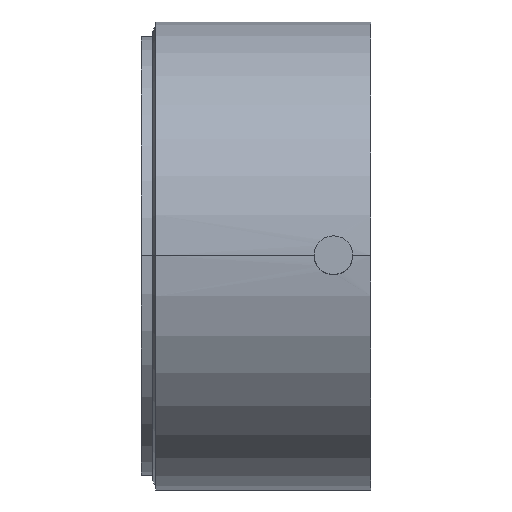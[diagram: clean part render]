
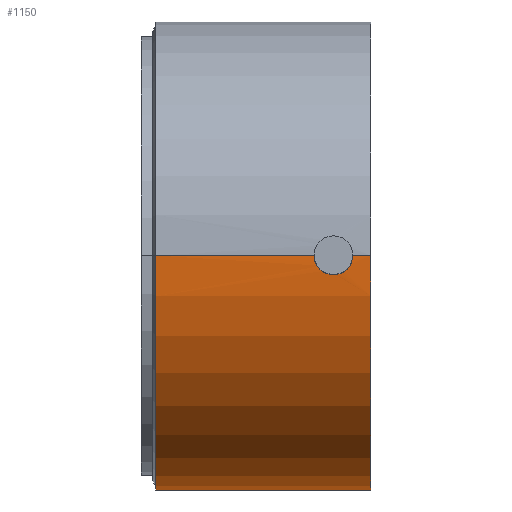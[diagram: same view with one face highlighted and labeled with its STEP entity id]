
A CAD part, top view. The second image highlights one B-rep face of the part: STEP entity #1150.
In plain terms, the highlighted cylindrical face has radius 36.449 mm (diameter 72.898 mm), a partial arc.
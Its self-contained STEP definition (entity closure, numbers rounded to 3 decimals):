
#830=CARTESIAN_POINT('POINT290',(32.385,0.,
   36.449));
#831=VERTEX_POINT('VERTEX290',#830);
#839=CARTESIAN_POINT('POINT291',(27.559,0.,
   36.449));
#840=VERTEX_POINT('VERTEX291',#839);
#847=CARTESIAN_POINT('POINT292',(29.972,-2.413,
   36.369));
#848=VERTEX_POINT('VERTEX292',#847);
#849=B_SPLINE_CURVE_WITH_KNOTS('SPLINE_CRV22',3,(#850,#851,#852,#853,
   #854,#855,#856,#857,#858,#859),.UNSPECIFIED.,.F.,.F.,(4,2,2,2,4),(
   0.,0.036,0.072,
   0.107,0.143),.UNSPECIFIED.);
#850=CARTESIAN_POINT('',(29.972,-2.413,36.369))
   ;
#851=CARTESIAN_POINT('',(29.669,-2.413,
   36.369));
#852=CARTESIAN_POINT('',(29.346,-2.352,
   36.373));
#853=CARTESIAN_POINT('',(28.751,-2.106,
   36.388));
#854=CARTESIAN_POINT('',(28.48,-1.92,
   36.399));
#855=CARTESIAN_POINT('',(28.052,-1.492,
   36.419));
#856=CARTESIAN_POINT('',(27.866,-1.221,
   36.43));
#857=CARTESIAN_POINT('',(27.62,-0.626,
   36.445));
#858=CARTESIAN_POINT('',(27.559,-0.303,36.449)
   );
#859=CARTESIAN_POINT('',(27.559,0.,36.449)
   );
#860=EDGE_CURVE('EDGE463',#848,#840,#849,.T.);
#862=B_SPLINE_CURVE_WITH_KNOTS('SPLINE_CRV23',3,(#863,#864,#865,#866,
   #867,#868,#869,#870,#871,#872),.UNSPECIFIED.,.F.,.F.,(4,2,2,2,4),(
   0.43,0.465,0.501,
   0.537,0.573),.UNSPECIFIED.);
#863=CARTESIAN_POINT('',(32.385,0.,36.449))
   ;
#864=CARTESIAN_POINT('',(32.385,-0.303,36.449)
   );
#865=CARTESIAN_POINT('',(32.324,-0.626,
   36.445));
#866=CARTESIAN_POINT('',(32.078,-1.221,
   36.43));
#867=CARTESIAN_POINT('',(31.892,-1.492,
   36.419));
#868=CARTESIAN_POINT('',(31.464,-1.92,
   36.399));
#869=CARTESIAN_POINT('',(31.193,-2.106,
   36.388));
#870=CARTESIAN_POINT('',(30.598,-2.352,
   36.373));
#871=CARTESIAN_POINT('',(30.275,-2.413,
   36.369));
#872=CARTESIAN_POINT('',(29.972,-2.413,36.369))
   ;
#873=EDGE_CURVE('EDGE464',#831,#848,#862,.T.);
#930=CARTESIAN_POINT('POINT293',(35.814,0.,
   36.449));
#931=VERTEX_POINT('VERTEX293',#930);
#932=CARTESIAN_POINT('POINT294',(35.814,0.,
   -36.449));
#933=VERTEX_POINT('VERTEX294',#932);
#934=CARTESIAN_POINT('POS452',(35.814,0.,0.));
#935=DIRECTION('DIR720',(-1.,0.,0.));
#936=DIRECTION('DIR721',(0.,0.,1.));
#937=AXIS2_PLACEMENT_3D('AXIS269',#934,#935,#936);
#938=CIRCLE('ELLIPSE127',#937,36.449);
#941=EDGE_CURVE('EDGE467',#933,#931,#938,.T.);
#1111=CARTESIAN_POINT('POS470',(9.563,0.,
   36.449));
#1112=DIRECTION('DIR748',(-1.,0.,0.));
#1113=VECTOR('VEC192',#1112,1.);
#1114=LINE('STRAIGHT192',#1111,#1113);
#1115=EDGE_CURVE('EDGE484',#931,#831,#1114,.T.);
#1116=ORIENTED_EDGE('COEDGE954',*,*,#1115,.T.);
#1117=ORIENTED_EDGE('COEDGE955',*,*,#873,.T.);
#1118=ORIENTED_EDGE('COEDGE956',*,*,#860,.T.);
#1119=CARTESIAN_POINT('POINT303',(2.286,0.,
   36.449));
#1120=VERTEX_POINT('VERTEX303',#1119);
#1121=CARTESIAN_POINT('POS471',(9.563,0.,
   36.449));
#1122=DIRECTION('DIR749',(-1.,0.,0.));
#1123=VECTOR('VEC193',#1122,1.);
#1124=LINE('STRAIGHT193',#1121,#1123);
#1125=EDGE_CURVE('EDGE485',#840,#1120,#1124,.T.);
#1126=ORIENTED_EDGE('COEDGE957',*,*,#1125,.T.);
#1127=CARTESIAN_POINT('POINT304',(2.286,0.,
   -36.449));
#1128=VERTEX_POINT('VERTEX304',#1127);
#1129=CARTESIAN_POINT('POS472',(2.286,0.,0.));
#1130=DIRECTION('DIR750',(-1.,0.,0.));
#1131=DIRECTION('DIR751',(0.,0.,1.));
#1132=AXIS2_PLACEMENT_3D('AXIS279',#1129,#1130,#1131);
#1133=CIRCLE('ELLIPSE132',#1132,36.449);
#1134=EDGE_CURVE('EDGE486',#1128,#1120,#1133,.T.);
#1135=ORIENTED_EDGE('COEDGE958',*,*,#1134,.F.);
#1136=CARTESIAN_POINT('POS473',(9.563,0.,
   -36.449));
#1137=DIRECTION('DIR752',(1.,0.,0.));
#1138=VECTOR('VEC194',#1137,1.);
#1139=LINE('STRAIGHT194',#1136,#1138);
#1140=EDGE_CURVE('EDGE487',#1128,#933,#1139,.T.);
#1141=ORIENTED_EDGE('COEDGE959',*,*,#1140,.T.);
#1142=ORIENTED_EDGE('COEDGE960',*,*,#941,.T.);
#1143=EDGE_LOOP('NONE',(#1116,#1117,#1118,#1126,#1135,#1141,#1142));
#1144=FACE_BOUND('LOOP1',#1143,.T.);
#1145=CARTESIAN_POINT('POS474',(9.563,0.,0.));
#1146=DIRECTION('DIR753',(-1.,0.,0.));
#1147=DIRECTION('DIR754',(0.,0.,1.));
#1148=AXIS2_PLACEMENT_3D('AXIS280',#1145,#1146,#1147);
#1149=CYLINDRICAL_SURFACE('CONE_SURF79',#1148,36.449);
#1150=ADVANCED_FACE('FACE233',(#1144),#1149,.T.);
